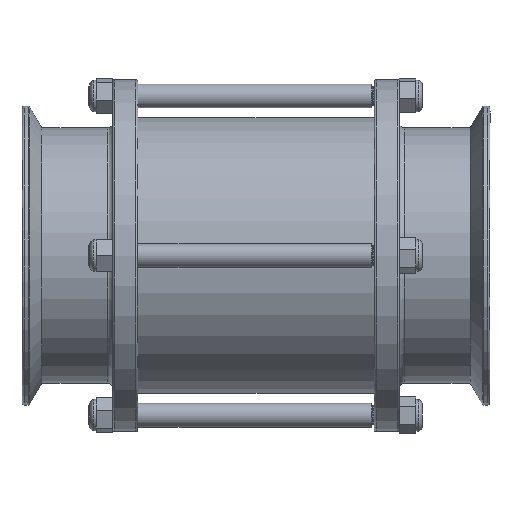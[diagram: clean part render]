
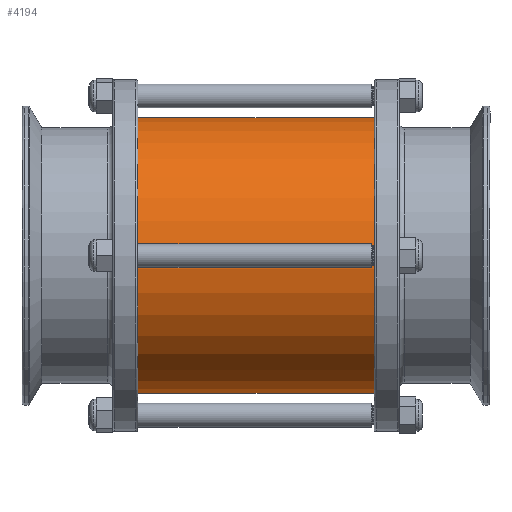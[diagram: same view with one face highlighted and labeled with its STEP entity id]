
A CAD part, left-side view. The second image highlights one B-rep face of the part: STEP entity #4194.
In plain terms, the highlighted cylindrical face has radius 55 mm (diameter 110 mm), a full revolution.
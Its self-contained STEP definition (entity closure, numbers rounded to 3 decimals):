
#374=FACE_OUTER_BOUND('',#618,.T.);
#618=EDGE_LOOP('',(#2836,#2837,#2838,#2839));
#884=LINE('',#6814,#1100);
#1100=VECTOR('',#5241,55.);
#1317=CIRCLE('',#4552,55.);
#1318=CIRCLE('',#4553,55.);
#1730=VERTEX_POINT('',#6811);
#1731=VERTEX_POINT('',#6813);
#2169=EDGE_CURVE('',#1730,#1730,#1317,.T.);
#2170=EDGE_CURVE('',#1730,#1731,#884,.T.);
#2171=EDGE_CURVE('',#1731,#1731,#1318,.T.);
#2836=ORIENTED_EDGE('',*,*,#2169,.F.);
#2837=ORIENTED_EDGE('',*,*,#2170,.T.);
#2838=ORIENTED_EDGE('',*,*,#2171,.T.);
#2839=ORIENTED_EDGE('',*,*,#2170,.F.);
#4165=CYLINDRICAL_SURFACE('',#4551,55.);
#4194=ADVANCED_FACE('',(#374),#4165,.T.);
#4551=AXIS2_PLACEMENT_3D('',#6810,#5237,#5238);
#4552=AXIS2_PLACEMENT_3D('',#6812,#5239,#5240);
#4553=AXIS2_PLACEMENT_3D('',#6815,#5242,#5243);
#5237=DIRECTION('center_axis',(0.,1.,0.));
#5238=DIRECTION('ref_axis',(0.,0.,1.));
#5239=DIRECTION('center_axis',(0.,1.,0.));
#5240=DIRECTION('ref_axis',(0.,0.,1.));
#5241=DIRECTION('',(0.,-1.,0.));
#5242=DIRECTION('center_axis',(0.,1.,0.));
#5243=DIRECTION('ref_axis',(0.,0.,1.));
#6810=CARTESIAN_POINT('Origin',(0.,-98.,0.));
#6811=CARTESIAN_POINT('',(0.,0.,-55.));
#6812=CARTESIAN_POINT('Origin',(0.,0.,0.));
#6813=CARTESIAN_POINT('',(0.,-98.,-55.));
#6814=CARTESIAN_POINT('',(0.,-98.,-55.));
#6815=CARTESIAN_POINT('Origin',(0.,-98.,0.));
